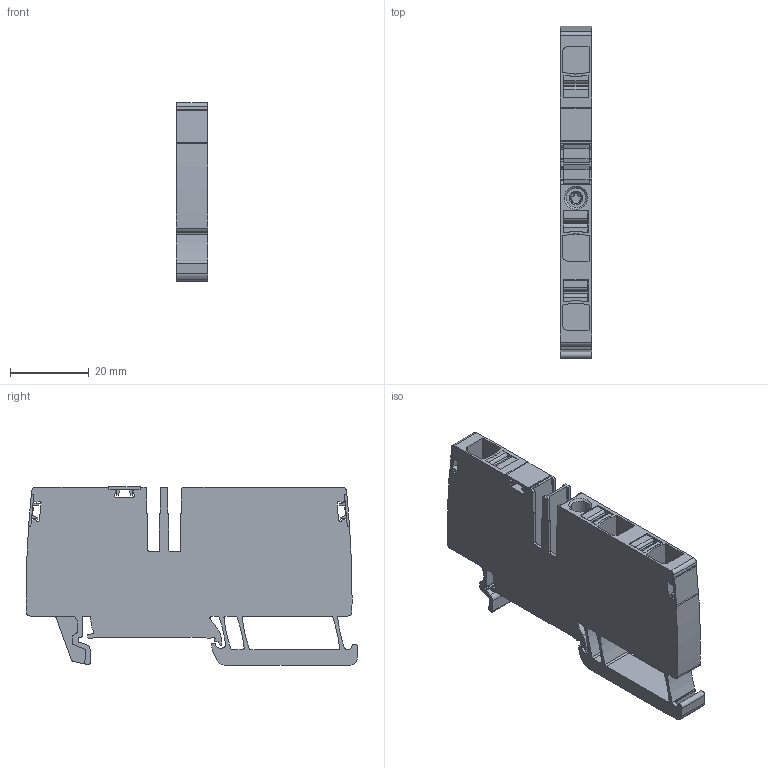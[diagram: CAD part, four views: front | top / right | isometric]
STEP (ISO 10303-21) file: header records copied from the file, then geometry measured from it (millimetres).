
FILE_DESCRIPTION(('CATIA V5R22 STEP214','CAx-IF Rec.Pracs.--- Model Styling and Organization---1.4--- 2014-01-23'),'2;1');
FILE_NAME ('1135615-1_1', '2019-07-10T05:43:26+00:00', ('Weidmueller Interface'), ('Weidmueller'), 'CATIA Version 5-6 Release 2016 SP3 HF44', 'CATIA V5 STEP AP214', 'none');
FILE_SCHEMA(('AUTOMOTIVE_DESIGN { 1 0 10303 214 1 1 1 1 }'));
Length unit declared in the file: millimetre
Products named in the file (1): 2674920000_A3C_6_DL_BL
Bounding box: 8.1 x 84.1 x 45.2 mm (x, y, z)
Volume: 21002.4 mm3; surface area: 12797 mm2
Topology: 7 solids, 7 shells, 689 faces, 1990 edges, 1335 vertices
Faces by surface type: plane 358, cylinder 305, torus 20, cone 6
Entity records: 21908 total; most frequent: CARTESIAN_POINT 4230, ORIENTED_EDGE 3980, DIRECTION 3100, EDGE_CURVE 1990, VERTEX_POINT 1335, VECTOR 1316, LINE 1316, AXIS2_PLACEMENT_3D 1212
